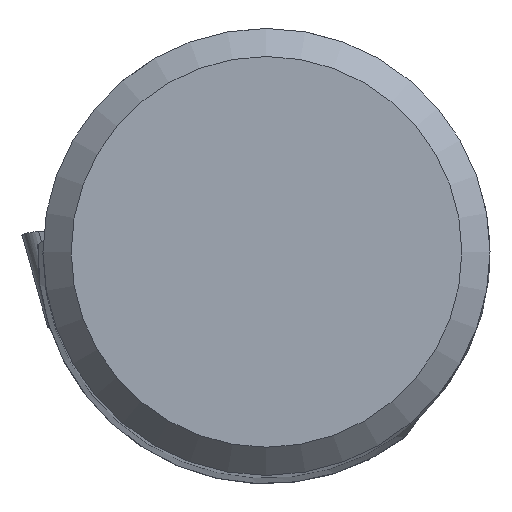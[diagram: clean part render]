
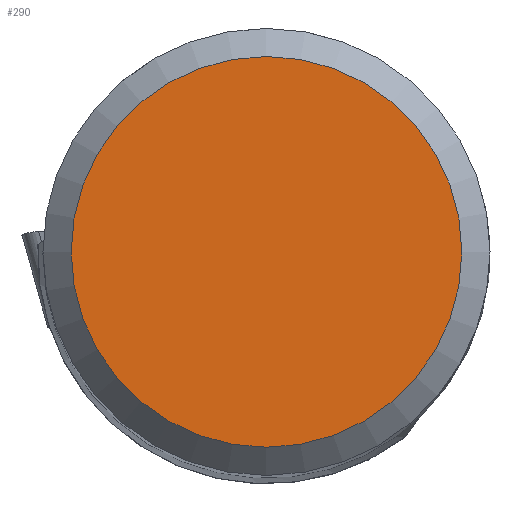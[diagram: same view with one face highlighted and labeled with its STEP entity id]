
A CAD part, top view. The second image highlights one B-rep face of the part: STEP entity #290.
In plain terms, the highlighted planar face has unit normal (0, 0, 1).
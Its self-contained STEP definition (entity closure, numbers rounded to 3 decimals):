
#171=FACE_OUTER_BOUND('',#509,.T.);
#290=ADVANCED_FACE('',(#171),#378,.F.);
#378=PLANE('',#1785);
#421=CIRCLE('',#1784,6.935);
#509=EDGE_LOOP('',(#798));
#798=ORIENTED_EDGE('',*,*,#1387,.F.);
#1222=VERTEX_POINT('',#2568);
#1387=EDGE_CURVE('',#1222,#1222,#421,.T.);
#1784=AXIS2_PLACEMENT_3D('',#2567,#1988,#1989);
#1785=AXIS2_PLACEMENT_3D('',#2569,#1990,#1991);
#1988=DIRECTION('',(0.,0.,-1.));
#1989=DIRECTION('',(-1.,0.,0.));
#1990=DIRECTION('',(0.,0.,-1.));
#1991=DIRECTION('',(-1.,0.,0.));
#2567=CARTESIAN_POINT('',(0.,0.,0.));
#2568=CARTESIAN_POINT('',(-6.935,0.,0.));
#2569=CARTESIAN_POINT('',(0.,0.,0.));
